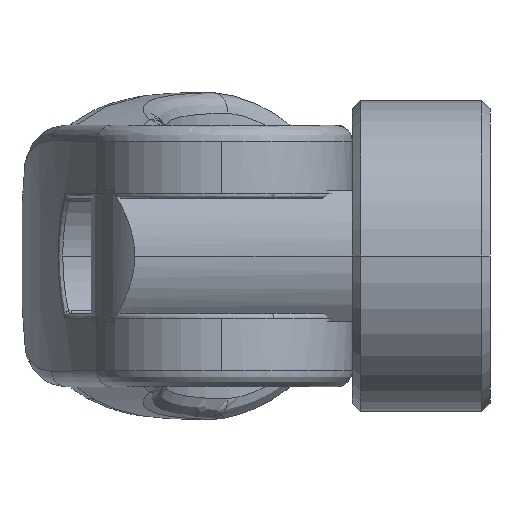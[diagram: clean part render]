
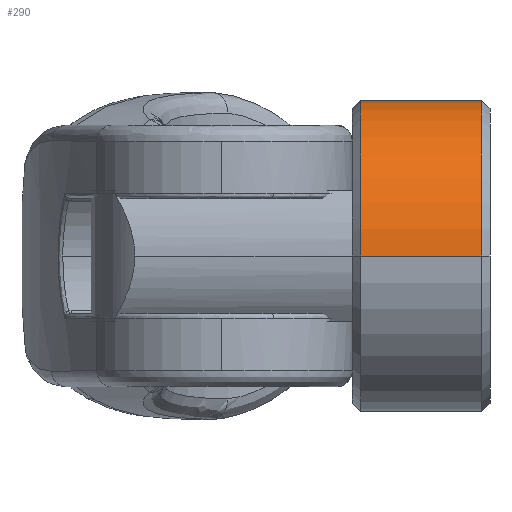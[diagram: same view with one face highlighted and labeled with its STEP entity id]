
A CAD part, left-side view. The second image highlights one B-rep face of the part: STEP entity #290.
In plain terms, the highlighted cylindrical face has radius 9.5 mm (diameter 19 mm), a partial arc.
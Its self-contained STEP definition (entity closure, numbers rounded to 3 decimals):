
#290=ADVANCED_FACE('',(#684),#685,.T.);
#684=FACE_OUTER_BOUND('',#1195,.T.);
#685=CYLINDRICAL_SURFACE('',#1196,9.5);
#1195=EDGE_LOOP('',(#8266,#8267,#8268,#8269));
#1196=AXIS2_PLACEMENT_3D('',#8270,#8271,#8272);
#8266=ORIENTED_EDGE('',*,*,#9214,.F.);
#8267=ORIENTED_EDGE('',*,*,#9215,.T.);
#8268=ORIENTED_EDGE('',*,*,#9216,.F.);
#8269=ORIENTED_EDGE('',*,*,#9217,.F.);
#8270=CARTESIAN_POINT('',(0.,4.2,0.0));
#8271=DIRECTION('',(0.0,1.0,-0.0));
#8272=DIRECTION('',(1.0,0.0,0.0));
#9214=EDGE_CURVE('',#9816,#9808,#9817,.T.);
#9215=EDGE_CURVE('',#9816,#9818,#9819,.T.);
#9216=EDGE_CURVE('',#9812,#9818,#9820,.T.);
#9217=EDGE_CURVE('',#9808,#9812,#9821,.T.);
#9808=VERTEX_POINT('',#10646);
#9812=VERTEX_POINT('',#10651);
#9816=VERTEX_POINT('',#10656);
#9817=LINE('',#10657,#10658);
#9818=VERTEX_POINT('',#10659);
#9819=CIRCLE('',#10660,9.5);
#9820=LINE('',#10661,#10662);
#9821=CIRCLE('',#10663,9.5);
#10646=CARTESIAN_POINT('',(9.5,0.5,0.0));
#10651=CARTESIAN_POINT('',(-9.5,0.5,0.));
#10656=CARTESIAN_POINT('',(9.5,7.9,0.0));
#10657=CARTESIAN_POINT('',(9.5,4.2,0.));
#10658=VECTOR('',#14378,1.0);
#10659=CARTESIAN_POINT('',(-9.5,7.9,0.));
#10660=AXIS2_PLACEMENT_3D('',#14379,#14380,#14381);
#10661=CARTESIAN_POINT('',(-9.5,4.2,0.));
#10662=VECTOR('',#14382,1.0);
#10663=AXIS2_PLACEMENT_3D('',#14383,#14384,#14385);
#14378=DIRECTION('',(-0.0,-1.0,0.0));
#14379=CARTESIAN_POINT('',(0.,7.9,0.0));
#14380=DIRECTION('',(0.0,-1.0,0.0));
#14381=DIRECTION('',(1.0,0.0,0.0));
#14382=DIRECTION('',(0.0,1.0,0.0));
#14383=CARTESIAN_POINT('',(0.,0.5,0.0));
#14384=DIRECTION('',(0.0,-1.0,0.0));
#14385=DIRECTION('',(1.0,0.0,0.0));
